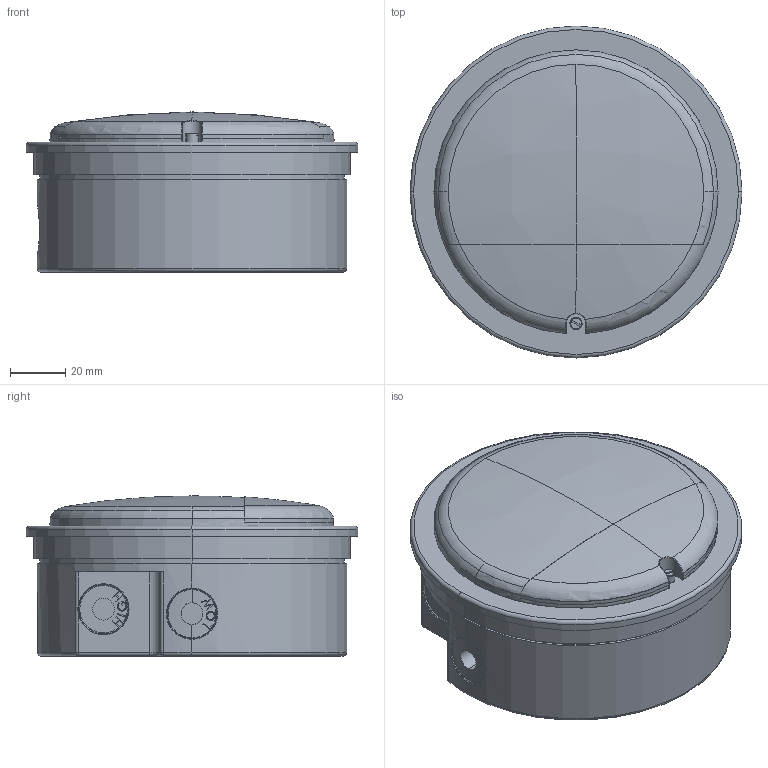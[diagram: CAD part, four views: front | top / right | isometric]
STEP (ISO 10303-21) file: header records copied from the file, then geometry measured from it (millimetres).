
FILE_DESCRIPTION (( 'STEP AP214' ), '1' );
FILE_NAME ('DGA-01.STEP', '2018-12-03T17:46:00', ( '' ), ( '' ), 'SwSTEP 2.0', 'SolidWorks 2017', '' );
FILE_SCHEMA (( 'AUTOMOTIVE_DESIGN' ));
Length unit declared in the file: inch
Products named in the file (1): DGA-01
Bounding box: 119.9 x 119.9 x 57.84 mm (x, y, z)
Volume: 467269.8 mm3; surface area: 61522 mm2
Topology: 2 solids, 2 shells, 404 faces, 1008 edges, 638 vertices
Faces by surface type: plane 179, cylinder 98, torus 69, bspline 47, sphere 11
Entity records: 20346 total; most frequent: CARTESIAN_POINT 6422, ORIENTED_EDGE 2002, DIRECTION 1845, EDGE_CURVE 1001, AXIS2_PLACEMENT_3D 684, VERTEX_POINT 636, LINE 477, VECTOR 477
